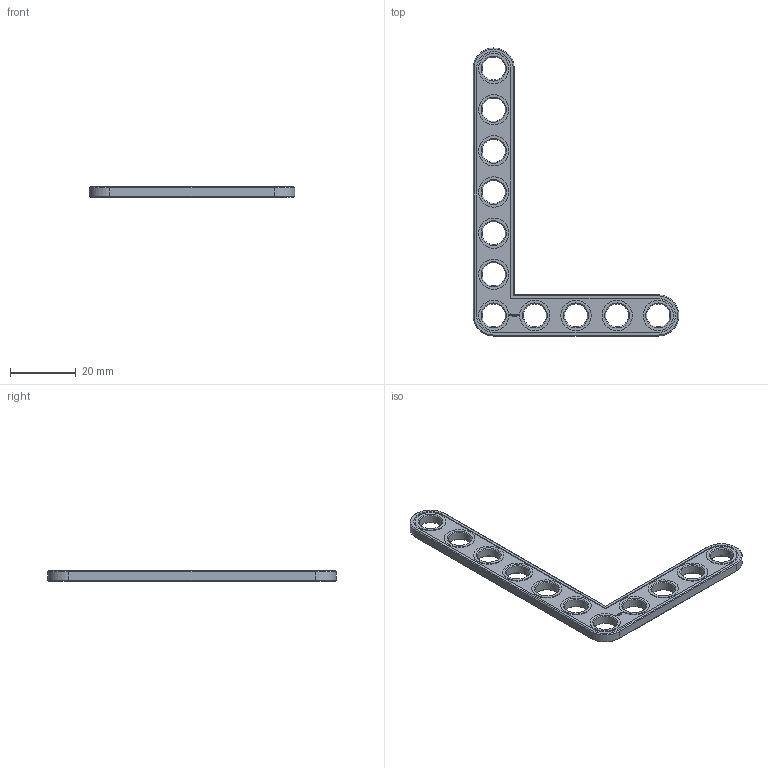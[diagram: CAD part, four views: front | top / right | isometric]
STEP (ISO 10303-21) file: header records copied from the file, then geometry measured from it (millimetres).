
FILE_DESCRIPTION(('FreeCAD Model'),'2;1');
FILE_NAME('Open CASCADE Shape Model','2022-02-08T23:03:38',( 'Paulo Kiefe'),('STEMFIE.org'),'Open CASCADE STEP processor 7.4', 'FreeCAD','Unknown');
FILE_SCHEMA(('AUTOMOTIVE_DESIGN { 1 0 10303 214 1 1 1 1 }'));
Length unit declared in the file: millimetre
Products named in the file (1): Brace_AGD_90_ASYM_ERR_BU05x07x01x00.25_-_SPN-BRC-1052_(stemfie.org)
Bounding box: 62.5 x 87.5 x 3.12 mm (x, y, z)
Volume: 3742.3 mm3; surface area: 4095.8 mm2
Topology: 1 solids, 1 shells, 586 faces, 1584 edges, 1044 vertices
Faces by surface type: plane 346, extrusion 184, cone 28, cylinder 28
Full cylindrical faces by diameter (mm): 7 x11, 9.2 x11
Entity records: 40250 total; most frequent: CARTESIAN_POINT 9826, DIRECTION 4884, VECTOR 3865, LINE 3681, ORIENTED_EDGE 3168, PCURVE 3168, DEFINITIONAL_REPRESENTATION 3168, EDGE_CURVE 1584
